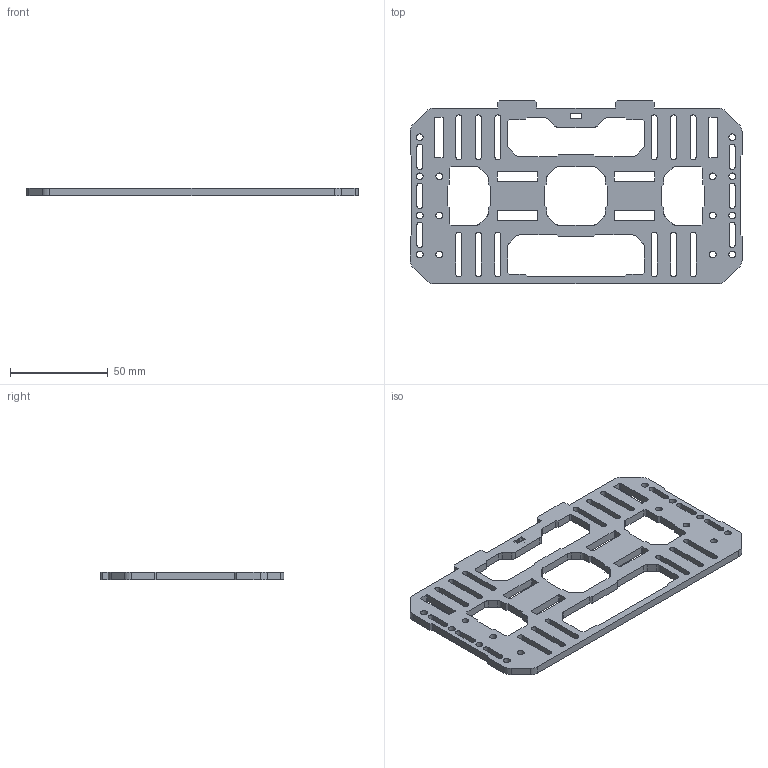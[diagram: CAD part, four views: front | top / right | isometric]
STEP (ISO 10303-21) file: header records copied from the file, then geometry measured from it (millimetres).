
FILE_DESCRIPTION(('STEP AP242'), '1');
FILE_NAME('Çàäíÿÿ-Ñòåíêà-v2', '', ('UNSPECIFIED'), ('UNSPECIFIED'), 'C3D Converter', 'C3D Toolkit', '');
FILE_SCHEMA(('AP242_MANAGED_MODEL_BASED_3D_ENGINEERING_MIM_LF { 1 0 10303 442 1 1 4 }'));
Length unit declared in the file: millimetre
Assembly tree (4 placements, depth 2):
  (unnamed)
    (unnamed)
    (unnamed)  x3
Bounding box: 170 x 94 x 4 mm (x, y, z)
Volume: 34808.8 mm3; surface area: 27034.1 mm2
Topology: 1 solids, 1 shells, 297 faces, 888 edges, 592 vertices
Faces by surface type: plane 185, cylinder 112
Full cylindrical faces by diameter (mm): 3.5 x14
Entity records: 10312 total; most frequent: CARTESIAN_POINT 1774, ORIENTED_EDGE 1748, DIRECTION 1700, EDGE_CURVE 874, LINE 648, VECTOR 648, VERTEX_POINT 592, AXIS2_PLACEMENT_3D 526
